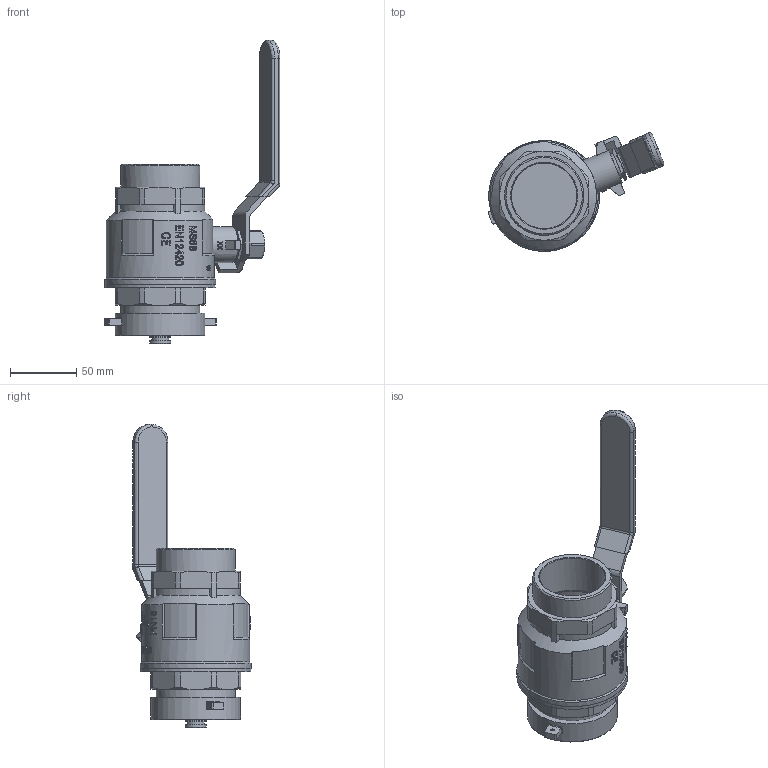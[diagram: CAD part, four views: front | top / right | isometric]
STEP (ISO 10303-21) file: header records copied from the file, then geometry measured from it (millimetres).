
FILE_DESCRIPTION(/* description */ ('Unknown','CAx-IF Rec.Pracs.---Representation and Presentation of Product Manufacturing Information (PMI)---4.0---2014-10-13','CAx-IF Rec.Pracs.---3D Tessellated Geometry---0.4---2014-09-14','2;1'),/* implementation_level */ '2;1');
FILE_NAME(/* name */ '622-09',/* time_stamp */ '2023-09-21T12:20:56+02:00',/* author */ ('Unknown'),/* organization */ ('Unknown'),/* preprocessor_version */ 'ST-DEVELOPER v18.102',/* originating_system */ 'Solid Edge',/* authorisation */ 'Unknown');
FILE_SCHEMA (('AP242_MANAGED_MODEL_BASED_3D_ENGINEERING_MIM_LF { 1 0 10303 442 1 1 4 }'));
Products named in the file (13): 622-09; Dichtung 98001504-2; Stahlgriff 2; Stahlgriff-1; Stahlgriff-um; 620-09; 600-09_Spindel; 600-09_Stopfbuchse; 610-09_Einschraubteil; 620-09_Körper; 98001504-2; M14 
Assembly tree (12 placements, depth 4):
  622-09
    Dichtung 98001504-2
    Stahlgriff 2
      Stahlgriff-1
      Stahlgriff-um
    620-09
      600-09_Spindel
        600-09_Stopfbuchse
        600-09_Spindel
      610-09_Einschraubteil
      620-09_Körper
    98001504-2
    M14 
Bounding box: 132.45 x 89.04 x 228.5 mm (x, y, z)
Volume: 228270.2 mm3; surface area: 123047 mm2
Topology: 9 solids, 9 shells, 1378 faces, 3832 edges, 2543 vertices
Faces by surface type: plane 1147, cylinder 145, cone 56, bspline 18, torus 10, sphere 2
Full cylindrical faces by diameter (mm): 1.5 x1, 2.5 x2, 11.835 x1, 13 x1, 16 x3, 16.1 x1, 16.5 x1, 18 x1, 19 x1, 20 x1, 20.5 x1, 20.52 x1, 22 x1, 27 x1, 49.5 x2, 56.656 x2, 57 x1, 59.614 x2, 62 x2, 67.5 x1, 75 x1, 77 x1, 77.5 x1, 81.5 x1, 83.5 x2
Entity records: 58650 total; most frequent: CARTESIAN_POINT 12945, DIRECTION 8387, ORIENTED_EDGE 7512, EDGE_CURVE 3756, AXIS2_PLACEMENT_3D 3406, VERTEX_POINT 2521, ELLIPSE 1600, LINE 1575
